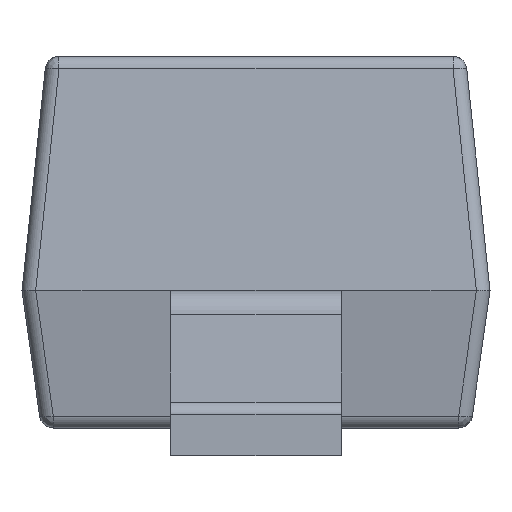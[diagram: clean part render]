
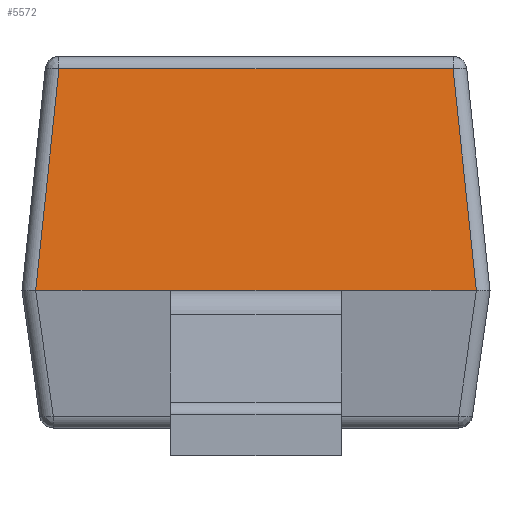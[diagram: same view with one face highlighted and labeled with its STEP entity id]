
A CAD part, left-side view. The second image highlights one B-rep face of the part: STEP entity #5572.
In plain terms, the highlighted planar face has unit normal (-0.995, 0, 0.104).
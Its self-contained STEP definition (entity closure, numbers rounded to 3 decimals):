
#247 = LINE ( 'NONE', #4847, #1926 ) ;
#267 = VECTOR ( 'NONE', #4994, 1000. ) ;
#350 = CARTESIAN_POINT ( 'NONE',  ( -1.425, 0.85, 0.6 ) ) ;
#448 = VECTOR ( 'NONE', #5675, 1000. ) ;
#600 = CARTESIAN_POINT ( 'NONE',  ( -1.425, 0.8, 0.6 ) ) ;
#671 = VECTOR ( 'NONE', #998, 1000. ) ;
#703 = CARTESIAN_POINT ( 'NONE',  ( -1.425, -0.8, 0.6 ) ) ;
#763 = DIRECTION ( 'NONE',  ( 0.105, 0., 0.995 ) ) ;
#998 = DIRECTION ( 'NONE',  ( 0., 1., 0. ) ) ;
#1131 = ORIENTED_EDGE ( 'NONE', *, *, #3012, .T. ) ;
#1232 = VERTEX_POINT ( 'NONE', #703 ) ;
#1244 = AXIS2_PLACEMENT_3D ( 'NONE', #4289, #5627, #763 ) ;
#1439 = LINE ( 'NONE', #2570, #448 ) ;
#1477 = EDGE_LOOP ( 'NONE', ( #1835, #1728, #1131, #1480, #1814, #5737 ) ) ;
#1480 = ORIENTED_EDGE ( 'NONE', *, *, #4782, .F. ) ;
#1728 = ORIENTED_EDGE ( 'NONE', *, *, #4237, .T. ) ;
#1746 = VERTEX_POINT ( 'NONE', #2638 ) ;
#1763 = LINE ( 'NONE', #350, #5719 ) ;
#1814 = ORIENTED_EDGE ( 'NONE', *, *, #4017, .T. ) ;
#1824 = VERTEX_POINT ( 'NONE', #4540 ) ;
#1825 = EDGE_CURVE ( 'NONE', #2448, #4879, #3188, .T. ) ;
#1835 = ORIENTED_EDGE ( 'NONE', *, *, #3001, .T. ) ;
#1926 = VECTOR ( 'NONE', #2174, 1000. ) ;
#2055 = CARTESIAN_POINT ( 'NONE',  ( -1.34, 0.716, 1.405 ) ) ;
#2174 = DIRECTION ( 'NONE',  ( -0.104, -0.104, -0.989 ) ) ;
#2448 = VERTEX_POINT ( 'NONE', #600 ) ;
#2570 = CARTESIAN_POINT ( 'NONE',  ( -1.425, 0.85, 0.6 ) ) ;
#2616 = VECTOR ( 'NONE', #5148, 1000. ) ;
#2638 = CARTESIAN_POINT ( 'NONE',  ( -1.425, 0.31, 0.6 ) ) ;
#2698 = CARTESIAN_POINT ( 'NONE',  ( -1.34, 0.716, 1.405 ) ) ;
#3001 = EDGE_CURVE ( 'NONE', #2448, #1746, #1763, .T. ) ;
#3012 = EDGE_CURVE ( 'NONE', #1824, #1232, #1439, .T. ) ;
#3024 = PLANE ( 'NONE',  #1244 ) ;
#3030 = LINE ( 'NONE', #3602, #671 ) ;
#3188 = LINE ( 'NONE', #2698, #267 ) ;
#3423 = DIRECTION ( 'NONE',  ( 0., -1., 0. ) ) ;
#3573 = VERTEX_POINT ( 'NONE', #4019 ) ;
#3602 = CARTESIAN_POINT ( 'NONE',  ( -1.34, 0.85, 1.405 ) ) ;
#3639 = LINE ( 'NONE', #4709, #2616 ) ;
#4017 = EDGE_CURVE ( 'NONE', #3573, #4879, #3030, .T. ) ;
#4019 = CARTESIAN_POINT ( 'NONE',  ( -1.34, -0.716, 1.405 ) ) ;
#4237 = EDGE_CURVE ( 'NONE', #1746, #1824, #3639, .T. ) ;
#4289 = CARTESIAN_POINT ( 'NONE',  ( -1.425, 0.85, 0.6 ) ) ;
#4540 = CARTESIAN_POINT ( 'NONE',  ( -1.425, -0.31, 0.6 ) ) ;
#4709 = CARTESIAN_POINT ( 'NONE',  ( -1.425, 0.31, 0.6 ) ) ;
#4782 = EDGE_CURVE ( 'NONE', #3573, #1232, #247, .T. ) ;
#4847 = CARTESIAN_POINT ( 'NONE',  ( -1.425, -0.8, 0.6 ) ) ;
#4879 = VERTEX_POINT ( 'NONE', #2055 ) ;
#4994 = DIRECTION ( 'NONE',  ( 0.104, -0.104, 0.989 ) ) ;
#5022 = FACE_OUTER_BOUND ( 'NONE', #1477, .T. ) ;
#5148 = DIRECTION ( 'NONE',  ( 0., -1., 0. ) ) ;
#5572 = ADVANCED_FACE ( 'NONE', ( #5022 ), #3024, .T. ) ;
#5627 = DIRECTION ( 'NONE',  ( -0.995, 0., 0.105 ) ) ;
#5675 = DIRECTION ( 'NONE',  ( 0., -1., 0. ) ) ;
#5719 = VECTOR ( 'NONE', #3423, 1000. ) ;
#5737 = ORIENTED_EDGE ( 'NONE', *, *, #1825, .F. ) ;
